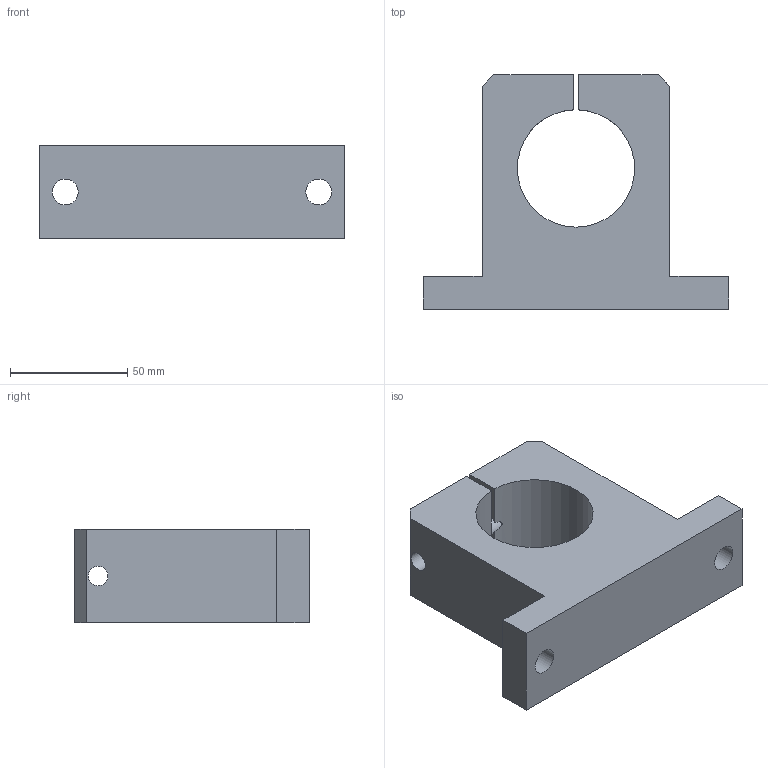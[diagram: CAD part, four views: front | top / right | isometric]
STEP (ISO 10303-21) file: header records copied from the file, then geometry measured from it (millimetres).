
FILE_DESCRIPTION( ( 'STEP AP214' ), '1' );
FILE_NAME( 'WBAS-50_2_14a.stp', ' ', ( ' ' ), ( ' ' ), 'PSStep 15.0.47', 'PARTsolutions', ' ' );
FILE_SCHEMA( ( 'AUTOMOTIVE_DESIGN { 1 0 10303 214 1 1 1 1 }' ) );
Length unit declared in the file: millimetre
Products named in the file (1): HI_WBAS-50
Bounding box: 130 x 100 x 40 mm (x, y, z)
Volume: 257060.7 mm3; surface area: 41667 mm2
Topology: 1 solids, 1 shells, 22 faces, 64 edges, 43 vertices
Faces by surface type: plane 16, cylinder 6
Full cylindrical faces by diameter (mm): 8.376 x1, 11 x3, 18 x1
Entity records: 912 total; most frequent: CARTESIAN_POINT 148, DIRECTION 114, ORIENTED_EDGE 112, EDGE_CURVE 56, LINE 42, VECTOR 42, VERTEX_POINT 40, AXIS2_PLACEMENT_3D 36
